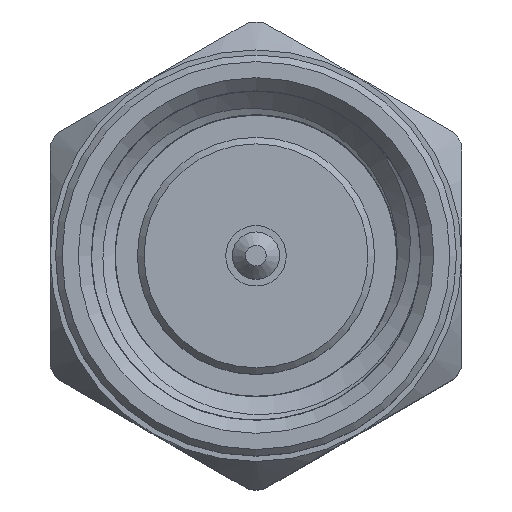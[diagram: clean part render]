
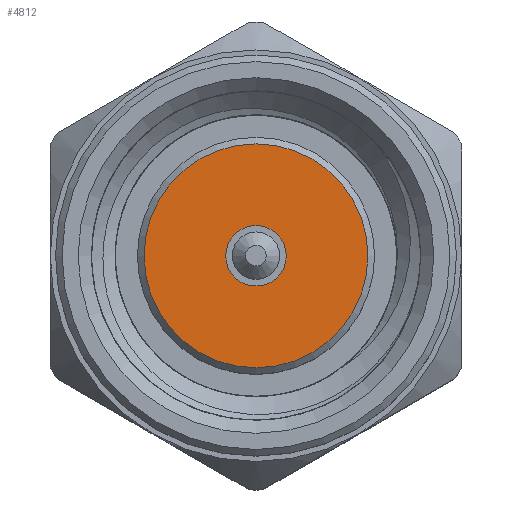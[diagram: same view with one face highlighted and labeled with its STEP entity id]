
A CAD part, top view. The second image highlights one B-rep face of the part: STEP entity #4812.
In plain terms, the highlighted face is planar.
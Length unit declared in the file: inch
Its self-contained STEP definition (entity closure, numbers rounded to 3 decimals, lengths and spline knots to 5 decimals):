
#59 = EDGE_CURVE ( 'NONE', #4155, #4155, #1042, .T. ) ;
#342 = FACE_BOUND ( 'NONE', #4099, .T. ) ;
#521 = ORIENTED_EDGE ( 'NONE', *, *, #59, .T. ) ;
#694 = CARTESIAN_POINT ( 'NONE',  ( -0.735, 0., 0.023 ) ) ;
#879 = DIRECTION ( 'NONE',  ( -1., 0., 0. ) ) ;
#1042 = CIRCLE ( 'NONE', #2604, 0.085 ) ;
#1099 = CARTESIAN_POINT ( 'NONE',  ( -0.735, 0.15225, 0. ) ) ;
#1143 = VERTEX_POINT ( 'NONE', #694 ) ;
#1152 = DIRECTION ( 'NONE',  ( 0., 0., 1. ) ) ;
#1272 = EDGE_CURVE ( 'NONE', #1143, #1143, #2299, .T. ) ;
#1537 = CARTESIAN_POINT ( 'NONE',  ( -0.735, 0., 0.085 ) ) ;
#1828 = FACE_OUTER_BOUND ( 'NONE', #2501, .T. ) ;
#2133 = AXIS2_PLACEMENT_3D ( 'NONE', #2200, #2591, #4134 ) ;
#2200 = CARTESIAN_POINT ( 'NONE',  ( -0.735, 0., 0. ) ) ;
#2299 = CIRCLE ( 'NONE', #2133, 0.023 ) ;
#2452 = DIRECTION ( 'NONE',  ( 0., 0., 1. ) ) ;
#2501 = EDGE_LOOP ( 'NONE', ( #521 ) ) ;
#2591 = DIRECTION ( 'NONE',  ( -1., 0., 0. ) ) ;
#2604 = AXIS2_PLACEMENT_3D ( 'NONE', #4224, #879, #2452 ) ;
#3324 = AXIS2_PLACEMENT_3D ( 'NONE', #1099, #4497, #1152 ) ;
#3553 = ORIENTED_EDGE ( 'NONE', *, *, #1272, .F. ) ;
#4099 = EDGE_LOOP ( 'NONE', ( #3553 ) ) ;
#4134 = DIRECTION ( 'NONE',  ( 0., 0., 1. ) ) ;
#4155 = VERTEX_POINT ( 'NONE', #1537 ) ;
#4224 = CARTESIAN_POINT ( 'NONE',  ( -0.735, 0., 0. ) ) ;
#4445 = PLANE ( 'NONE',  #3324 ) ;
#4497 = DIRECTION ( 'NONE',  ( -1., 0., 0. ) ) ;
#4812 = ADVANCED_FACE ( 'NONE', ( #342, #1828 ), #4445, .T. ) ;
